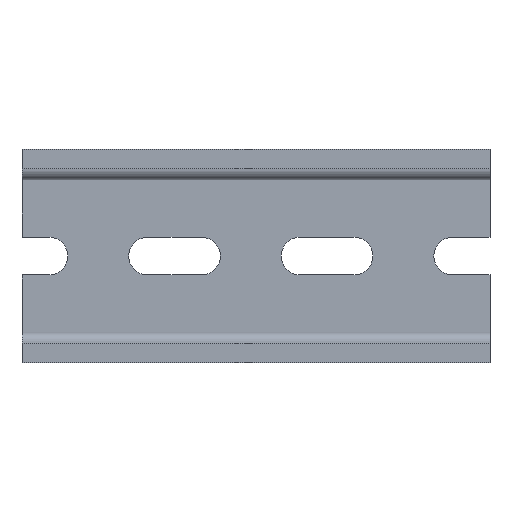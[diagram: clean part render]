
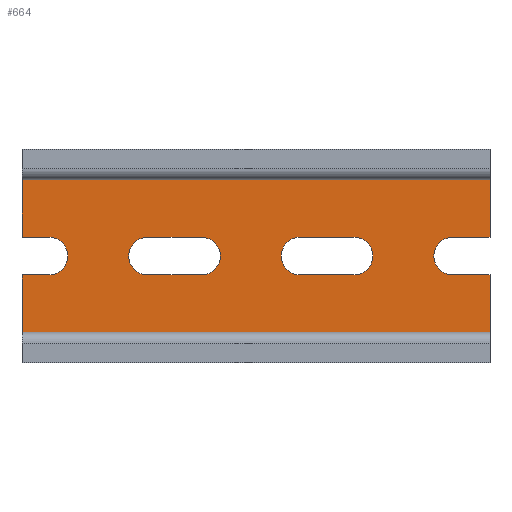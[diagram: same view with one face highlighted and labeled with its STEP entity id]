
A CAD part, top view. The second image highlights one B-rep face of the part: STEP entity #664.
In plain terms, the highlighted face is planar.
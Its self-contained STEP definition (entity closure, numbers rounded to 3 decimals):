
#21=FACE_BOUND('',#81,.T.);
#22=FACE_BOUND('',#82,.T.);
#44=FACE_OUTER_BOUND('',#80,.T.);
#80=EDGE_LOOP('',(#509,#510,#511,#512,#513,#514,#515,#516,#517,#518,#519,
#520));
#81=EDGE_LOOP('',(#521,#522,#523,#524));
#82=EDGE_LOOP('',(#525,#526,#527,#528));
#117=CIRCLE('',#726,3.1);
#118=CIRCLE('',#727,3.1);
#119=CIRCLE('',#728,3.1);
#120=CIRCLE('',#729,3.1);
#121=CIRCLE('',#730,3.1);
#122=CIRCLE('',#731,3.1);
#129=LINE('',#962,#205);
#133=LINE('',#973,#209);
#147=LINE('',#1007,#223);
#152=LINE('',#1016,#228);
#167=LINE('',#1060,#243);
#168=LINE('',#1062,#244);
#169=LINE('',#1064,#245);
#170=LINE('',#1068,#246);
#171=LINE('',#1070,#247);
#172=LINE('',#1071,#248);
#173=LINE('',#1077,#249);
#174=LINE('',#1080,#250);
#175=LINE('',#1085,#251);
#176=LINE('',#1088,#252);
#205=VECTOR('',#769,10.);
#209=VECTOR('',#777,10.);
#223=VECTOR('',#805,1.);
#228=VECTOR('',#812,1.);
#243=VECTOR('',#851,1.);
#244=VECTOR('',#852,1.);
#245=VECTOR('',#853,1.);
#246=VECTOR('',#856,1.);
#247=VECTOR('',#857,1.);
#248=VECTOR('',#858,1.);
#249=VECTOR('',#863,1.);
#250=VECTOR('',#866,1.);
#251=VECTOR('',#869,1.);
#252=VECTOR('',#872,1.);
#282=VERTEX_POINT('',#959);
#283=VERTEX_POINT('',#961);
#287=VERTEX_POINT('',#971);
#288=VERTEX_POINT('',#972);
#301=VERTEX_POINT('',#1006);
#304=VERTEX_POINT('',#1014);
#321=VERTEX_POINT('',#1059);
#322=VERTEX_POINT('',#1061);
#323=VERTEX_POINT('',#1063);
#324=VERTEX_POINT('',#1065);
#325=VERTEX_POINT('',#1067);
#326=VERTEX_POINT('',#1069);
#327=VERTEX_POINT('',#1073);
#328=VERTEX_POINT('',#1074);
#329=VERTEX_POINT('',#1076);
#330=VERTEX_POINT('',#1078);
#331=VERTEX_POINT('',#1081);
#332=VERTEX_POINT('',#1082);
#333=VERTEX_POINT('',#1084);
#334=VERTEX_POINT('',#1086);
#346=EDGE_CURVE('',#283,#282,#129,.T.);
#351=EDGE_CURVE('',#287,#288,#133,.T.);
#368=EDGE_CURVE('',#287,#301,#147,.T.);
#373=EDGE_CURVE('',#304,#282,#152,.T.);
#395=EDGE_CURVE('',#321,#288,#167,.T.);
#396=EDGE_CURVE('',#322,#321,#168,.T.);
#397=EDGE_CURVE('',#323,#322,#169,.T.);
#398=EDGE_CURVE('',#324,#323,#117,.T.);
#399=EDGE_CURVE('',#325,#324,#170,.T.);
#400=EDGE_CURVE('',#326,#325,#171,.T.);
#401=EDGE_CURVE('',#326,#283,#172,.T.);
#402=EDGE_CURVE('',#301,#304,#118,.T.);
#403=EDGE_CURVE('',#327,#328,#119,.T.);
#404=EDGE_CURVE('',#329,#327,#173,.T.);
#405=EDGE_CURVE('',#330,#329,#120,.T.);
#406=EDGE_CURVE('',#328,#330,#174,.T.);
#407=EDGE_CURVE('',#331,#332,#121,.T.);
#408=EDGE_CURVE('',#333,#331,#175,.T.);
#409=EDGE_CURVE('',#334,#333,#122,.T.);
#410=EDGE_CURVE('',#332,#334,#176,.T.);
#509=ORIENTED_EDGE('',*,*,#351,.T.);
#510=ORIENTED_EDGE('',*,*,#395,.F.);
#511=ORIENTED_EDGE('',*,*,#396,.F.);
#512=ORIENTED_EDGE('',*,*,#397,.F.);
#513=ORIENTED_EDGE('',*,*,#398,.F.);
#514=ORIENTED_EDGE('',*,*,#399,.F.);
#515=ORIENTED_EDGE('',*,*,#400,.F.);
#516=ORIENTED_EDGE('',*,*,#401,.T.);
#517=ORIENTED_EDGE('',*,*,#346,.T.);
#518=ORIENTED_EDGE('',*,*,#373,.F.);
#519=ORIENTED_EDGE('',*,*,#402,.F.);
#520=ORIENTED_EDGE('',*,*,#368,.F.);
#521=ORIENTED_EDGE('',*,*,#403,.F.);
#522=ORIENTED_EDGE('',*,*,#404,.F.);
#523=ORIENTED_EDGE('',*,*,#405,.F.);
#524=ORIENTED_EDGE('',*,*,#406,.F.);
#525=ORIENTED_EDGE('',*,*,#407,.F.);
#526=ORIENTED_EDGE('',*,*,#408,.F.);
#527=ORIENTED_EDGE('',*,*,#409,.F.);
#528=ORIENTED_EDGE('',*,*,#410,.F.);
#638=PLANE('',#725);
#664=ADVANCED_FACE('',(#44,#21,#22),#638,.T.);
#725=AXIS2_PLACEMENT_3D('',#1058,#849,#850);
#726=AXIS2_PLACEMENT_3D('',#1066,#854,#855);
#727=AXIS2_PLACEMENT_3D('',#1072,#859,#860);
#728=AXIS2_PLACEMENT_3D('',#1075,#861,#862);
#729=AXIS2_PLACEMENT_3D('',#1079,#864,#865);
#730=AXIS2_PLACEMENT_3D('',#1083,#867,#868);
#731=AXIS2_PLACEMENT_3D('',#1087,#870,#871);
#769=DIRECTION('',(-1.,0.,0.));
#777=DIRECTION('',(-1.,0.,0.));
#805=DIRECTION('',(0.,0.,1.));
#812=DIRECTION('',(0.,0.,-1.));
#849=DIRECTION('center_axis',(0.,1.,0.));
#850=DIRECTION('ref_axis',(1.,0.,0.));
#851=DIRECTION('',(0.,0.,-1.));
#852=DIRECTION('',(-1.,0.,0.));
#853=DIRECTION('',(0.,0.,1.));
#854=DIRECTION('center_axis',(0.,1.,0.));
#855=DIRECTION('ref_axis',(0.,0.,-1.));
#856=DIRECTION('',(0.,0.,-1.));
#857=DIRECTION('',(-1.,0.,0.));
#858=DIRECTION('',(0.,0.,-1.));
#859=DIRECTION('center_axis',(0.,1.,0.));
#860=DIRECTION('ref_axis',(0.,0.,-1.));
#861=DIRECTION('center_axis',(0.,1.,0.));
#862=DIRECTION('ref_axis',(0.,0.,-1.));
#863=DIRECTION('',(0.,0.,1.));
#864=DIRECTION('center_axis',(0.,1.,0.));
#865=DIRECTION('ref_axis',(0.,0.,-1.));
#866=DIRECTION('',(0.,0.,-1.));
#867=DIRECTION('center_axis',(0.,1.,0.));
#868=DIRECTION('ref_axis',(0.,0.,-1.));
#869=DIRECTION('',(0.,0.,1.));
#870=DIRECTION('center_axis',(0.,1.,0.));
#871=DIRECTION('ref_axis',(0.,0.,-1.));
#872=DIRECTION('',(0.,0.,-1.));
#959=CARTESIAN_POINT('',(124.939,-0.525,23.3));
#961=CARTESIAN_POINT('',(134.339,-0.525,23.3));
#962=CARTESIAN_POINT('',(119.854,-0.525,23.3));
#971=CARTESIAN_POINT('',(118.739,-0.525,23.3));
#972=CARTESIAN_POINT('',(109.339,-0.525,23.3));
#973=CARTESIAN_POINT('',(119.854,-0.525,23.3));
#1006=CARTESIAN_POINT('',(118.739,-0.525,29.4));
#1007=CARTESIAN_POINT('',(118.739,-0.525,0.));
#1014=CARTESIAN_POINT('',(124.939,-0.525,29.4));
#1016=CARTESIAN_POINT('',(124.939,-0.525,0.));
#1058=CARTESIAN_POINT('Origin',(110.139,-0.525,0.));
#1059=CARTESIAN_POINT('',(109.339,-0.525,100.));
#1060=CARTESIAN_POINT('',(109.339,-0.525,0.));
#1061=CARTESIAN_POINT('',(118.739,-0.525,100.));
#1062=CARTESIAN_POINT('',(0.,-0.525,100.));
#1063=CARTESIAN_POINT('',(118.739,-0.525,95.6));
#1064=CARTESIAN_POINT('',(118.739,-0.525,0.));
#1065=CARTESIAN_POINT('',(124.939,-0.525,95.6));
#1066=CARTESIAN_POINT('Origin',(121.839,-0.525,95.6));
#1067=CARTESIAN_POINT('',(124.939,-0.525,100.));
#1068=CARTESIAN_POINT('',(124.939,-0.525,0.));
#1069=CARTESIAN_POINT('',(134.339,-0.525,100.));
#1070=CARTESIAN_POINT('',(0.,-0.525,100.));
#1071=CARTESIAN_POINT('',(134.339,-0.525,0.));
#1072=CARTESIAN_POINT('Origin',(121.839,-0.525,29.4));
#1073=CARTESIAN_POINT('',(118.739,-0.525,79.4));
#1074=CARTESIAN_POINT('',(124.939,-0.525,79.4));
#1075=CARTESIAN_POINT('Origin',(121.839,-0.525,79.4));
#1076=CARTESIAN_POINT('',(118.739,-0.525,70.6));
#1077=CARTESIAN_POINT('',(118.739,-0.525,0.));
#1078=CARTESIAN_POINT('',(124.939,-0.525,70.6));
#1079=CARTESIAN_POINT('Origin',(121.839,-0.525,70.6));
#1080=CARTESIAN_POINT('',(124.939,-0.525,0.));
#1081=CARTESIAN_POINT('',(118.739,-0.525,54.4));
#1082=CARTESIAN_POINT('',(124.939,-0.525,54.4));
#1083=CARTESIAN_POINT('Origin',(121.839,-0.525,54.4));
#1084=CARTESIAN_POINT('',(118.739,-0.525,45.6));
#1085=CARTESIAN_POINT('',(118.739,-0.525,0.));
#1086=CARTESIAN_POINT('',(124.939,-0.525,45.6));
#1087=CARTESIAN_POINT('Origin',(121.839,-0.525,45.6));
#1088=CARTESIAN_POINT('',(124.939,-0.525,0.));
